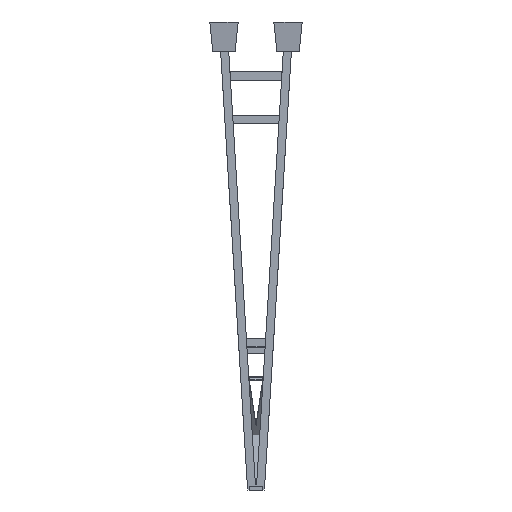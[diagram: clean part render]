
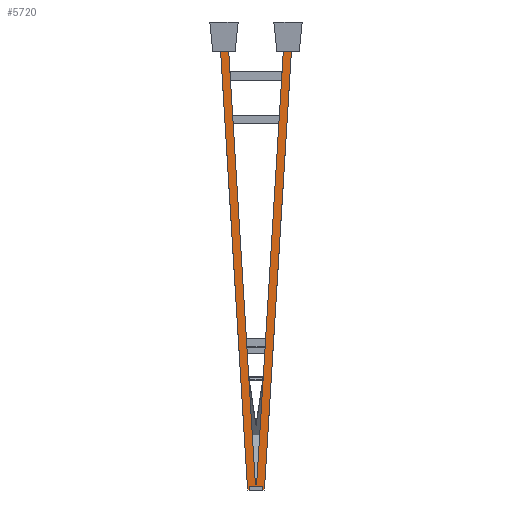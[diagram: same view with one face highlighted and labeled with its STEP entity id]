
A CAD part, left-side view. The second image highlights one B-rep face of the part: STEP entity #5720.
In plain terms, the highlighted planar face has unit normal (-1, 0, 0).
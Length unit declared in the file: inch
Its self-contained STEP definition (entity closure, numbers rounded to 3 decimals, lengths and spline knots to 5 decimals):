
#4688=DIRECTION('',(0.,1.,0.));
#4689=VECTOR('',#4688,0.01869);
#4690=CARTESIAN_POINT('',(-0.15,-0.00935,-6.42569));
#4691=LINE('3758',#4690,#4689);
#4692=DIRECTION('',(0.,0.061,-0.998));
#4693=VECTOR('',#4692,6.43784);
#4694=CARTESIAN_POINT('',(-0.15,-0.40477,0.));
#4695=LINE('2895',#4694,#4693);
#4696=DIRECTION('',(0.,-1.,0.));
#4697=VECTOR('',#4696,0.12023);
#4698=CARTESIAN_POINT('',(-0.15,-0.40477,0.));
#4699=LINE('458',#4698,#4697);
#4700=DIRECTION('',(0.,0.,1.));
#4701=VECTOR('',#4700,0.04546);
#4702=CARTESIAN_POINT('',(-0.15,-0.1,-6.49846));
#4703=LINE('2656',#4702,#4701);
#4704=DIRECTION('',(0.,0.,1.));
#4705=VECTOR('',#4704,0.04546);
#4706=CARTESIAN_POINT('',(-0.15,0.1,-6.49846));
#4707=LINE('2643',#4706,#4705);
#4708=DIRECTION('',(0.,1.,0.));
#4709=VECTOR('',#4708,0.12023);
#4710=CARTESIAN_POINT('',(-0.15,0.40477,0.));
#4711=LINE('249',#4710,#4709);
#4712=DIRECTION('',(0.,-0.061,-0.998));
#4713=VECTOR('',#4712,6.43784);
#4714=CARTESIAN_POINT('',(-0.15,0.40477,0.));
#4715=LINE('2889',#4714,#4713);
#4856=DIRECTION('',(0.,-0.061,-0.998));
#4857=VECTOR('',#4856,6.5123);
#4858=CARTESIAN_POINT('',(-0.15,0.525,0.));
#4859=LINE('257',#4858,#4857);
#4944=DIRECTION('',(0.,0.061,-0.998));
#4945=VECTOR('',#4944,6.5123);
#4946=CARTESIAN_POINT('',(-0.15,-0.525,0.));
#4947=LINE('466',#4946,#4945);
#5008=DIRECTION('',(0.,-0.998,-0.061));
#5009=VECTOR('',#5008,0.02505);
#5010=CARTESIAN_POINT('',(-0.15,-0.1,-6.49846));
#5011=LINE('2664',#5010,#5009);
#5020=DIRECTION('',(0.,-1.,0.));
#5021=VECTOR('',#5020,0.2);
#5022=CARTESIAN_POINT('',(-0.15,0.1,-6.453));
#5023=LINE('2909',#5022,#5021);
#5044=DIRECTION('',(0.,0.998,-0.061));
#5045=VECTOR('',#5044,0.02505);
#5046=CARTESIAN_POINT('',(-0.15,0.1,-6.49846));
#5047=LINE('2662',#5046,#5045);
#5184=CARTESIAN_POINT('',(-0.15,0.125,-6.5));
#5186=VERTEX_POINT('',#5184);
#5188=CARTESIAN_POINT('',(-0.15,-0.125,-6.5));
#5190=VERTEX_POINT('',#5188);
#5192=CARTESIAN_POINT('',(-0.15,0.525,0.));
#5194=VERTEX_POINT('',#5192);
#5202=CARTESIAN_POINT('',(-0.15,0.40477,0.));
#5203=VERTEX_POINT('',#5202);
#5224=CARTESIAN_POINT('',(-0.15,-0.525,0.));
#5226=VERTEX_POINT('',#5224);
#5234=CARTESIAN_POINT('',(-0.15,-0.40477,0.));
#5235=VERTEX_POINT('',#5234);
#5352=CARTESIAN_POINT('',(-0.15,0.1,-6.49846));
#5354=VERTEX_POINT('',#5352);
#5356=CARTESIAN_POINT('',(-0.15,0.1,-6.453));
#5357=VERTEX_POINT('',#5356);
#5360=CARTESIAN_POINT('',(-0.15,-0.1,-6.49846));
#5362=VERTEX_POINT('',#5360);
#5364=CARTESIAN_POINT('',(-0.15,-0.1,-6.453));
#5365=VERTEX_POINT('',#5364);
#5374=CARTESIAN_POINT('',(-0.15,0.00935,-6.42569));
#5375=VERTEX_POINT('',#5374);
#5386=CARTESIAN_POINT('',(-0.15,-0.00935,-6.42569));
#5387=VERTEX_POINT('',#5386);
#5691=CARTESIAN_POINT('',(-0.15,0.40523,0.00737));
#5692=DIRECTION('',(-1.,0.,0.));
#5693=DIRECTION('',(0.,0.998,-0.061));
#5694=AXIS2_PLACEMENT_3D('',#5691,#5692,#5693);
#5695=PLANE('131',#5694);
#5696=ORIENTED_EDGE('3758',*,*,#5639,.F.);
#5698=ORIENTED_EDGE('2895',*,*,#5697,.F.);
#5700=ORIENTED_EDGE('458',*,*,#5699,.T.);
#5702=ORIENTED_EDGE('466',*,*,#5701,.T.);
#5704=ORIENTED_EDGE('2664',*,*,#5703,.F.);
#5706=ORIENTED_EDGE('2656',*,*,#5705,.T.);
#5708=ORIENTED_EDGE('2909',*,*,#5707,.F.);
#5710=ORIENTED_EDGE('2643',*,*,#5709,.F.);
#5712=ORIENTED_EDGE('2662',*,*,#5711,.T.);
#5714=ORIENTED_EDGE('257',*,*,#5713,.F.);
#5716=ORIENTED_EDGE('249',*,*,#5715,.F.);
#5717=ORIENTED_EDGE('2889',*,*,#5683,.T.);
#5718=EDGE_LOOP('131',(#5696,#5698,#5700,#5702,#5704,#5706,#5708,#5710,#5712,
#5714,#5716,#5717));
#5719=FACE_OUTER_BOUND('131',#5718,.F.);
#5720=ADVANCED_FACE('131',(#5719),#5695,.T.);
#5639=EDGE_CURVE('3758',#5387,#5375,#4691,.T.);
#5683=EDGE_CURVE('2889',#5203,#5375,#4715,.T.);
#5697=EDGE_CURVE('2895',#5235,#5387,#4695,.T.);
#5699=EDGE_CURVE('458',#5235,#5226,#4699,.T.);
#5701=EDGE_CURVE('466',#5226,#5190,#4947,.T.);
#5703=EDGE_CURVE('2664',#5362,#5190,#5011,.T.);
#5705=EDGE_CURVE('2656',#5362,#5365,#4703,.T.);
#5707=EDGE_CURVE('2909',#5357,#5365,#5023,.T.);
#5709=EDGE_CURVE('2643',#5354,#5357,#4707,.T.);
#5711=EDGE_CURVE('2662',#5354,#5186,#5047,.T.);
#5713=EDGE_CURVE('257',#5194,#5186,#4859,.T.);
#5715=EDGE_CURVE('249',#5203,#5194,#4711,.T.);
